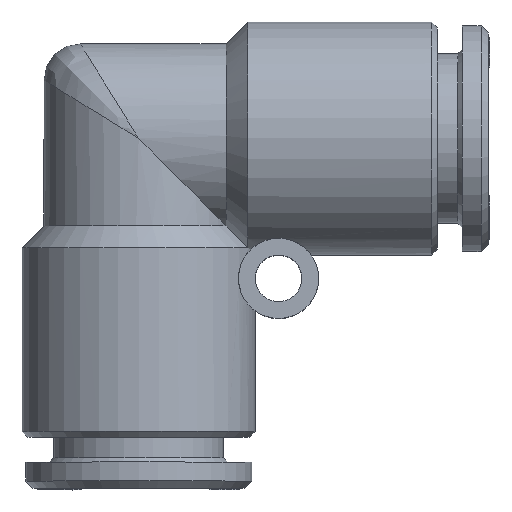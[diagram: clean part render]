
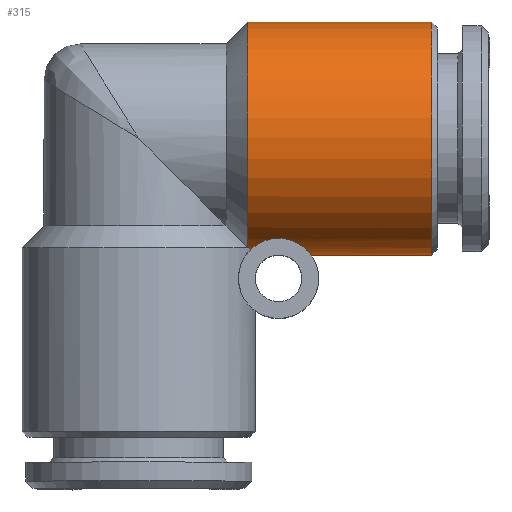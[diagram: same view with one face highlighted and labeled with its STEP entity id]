
A CAD part, top view. The second image highlights one B-rep face of the part: STEP entity #315.
In plain terms, the highlighted cylindrical face has radius 8 mm (diameter 16 mm), a full revolution.
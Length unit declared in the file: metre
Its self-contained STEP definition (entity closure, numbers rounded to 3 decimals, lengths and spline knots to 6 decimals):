
#315 = ADVANCED_FACE( 'NONE', ( #870, #871 ), #872, .T. );
#870 = FACE_OUTER_BOUND( '', #2019, .T. );
#871 = FACE_OUTER_BOUND( '', #2020, .T. );
#872 = CYLINDRICAL_SURFACE( '', #2021, 0.008 );
#2019 = EDGE_LOOP( '', ( #5705, #5706, #5707, #5708 ) );
#2020 = EDGE_LOOP( '', ( #5709 ) );
#2021 = AXIS2_PLACEMENT_3D( '', #5710, #5711, #5712 );
#5705 = ORIENTED_EDGE( '', *, *, #7734, .F. );
#5706 = ORIENTED_EDGE( '', *, *, #7735, .T. );
#5707 = ORIENTED_EDGE( '', *, *, #7736, .F. );
#5708 = ORIENTED_EDGE( '', *, *, #7737, .T. );
#5709 = ORIENTED_EDGE( '', *, *, #7738, .T. );
#5710 = CARTESIAN_POINT( '', ( -0.004168, 0., 0. ) );
#5711 = DIRECTION( '', ( 1., 0., 0. ) );
#5712 = DIRECTION( '', ( 0., 0., 1. ) );
#7734 = EDGE_CURVE( 'NONE', #8694, #8695, #8696, .T. );
#7735 = EDGE_CURVE( 'NONE', #8694, #8697, #8698, .T. );
#7736 = EDGE_CURVE( 'NONE', #8699, #8697, #8700, .T. );
#7737 = EDGE_CURVE( 'NONE', #8699, #8695, #8701, .T. );
#7738 = EDGE_CURVE( 'NONE', #8702, #8702, #8703, .T. );
#8694 = VERTEX_POINT( 'NONE', #10530 );
#8695 = VERTEX_POINT( 'NONE', #10531 );
#8696 = CIRCLE( '', #10532, 0.008 );
#8697 = VERTEX_POINT( 'NONE', #10533 );
#8698 = ( BOUNDED_CURVE(  )B_SPLINE_CURVE( 3, ( #10536, #10537, #10538, #10539 ), .UNSPECIFIED., .F., .F. )B_SPLINE_CURVE_WITH_KNOTS( ( 4, 4 ), ( 2.786171, 2.84704 ), .UNSPECIFIED. )CURVE(  )GEOMETRIC_REPRESENTATION_ITEM(  )RATIONAL_B_SPLINE_CURVE( ( 1., 1., 1., 1. ) )REPRESENTATION_ITEM( '' ) );
#8699 = VERTEX_POINT( 'NONE', #10545 );
#8700 = B_SPLINE_CURVE_WITH_KNOTS( '', 3, ( #10546, #10547, #10548, #10549, #10550, #10551, #10552, #10553, #10554, #10555, #10556, #10557, #10558, #10559, #10560, #10561, #10562, #10563, #10564, #10565, #10566, #10567, #10568, #10569, #10570, #10571, #10572, #10573, #10574, #10575, #10576, #10577, #10578 ), .UNSPECIFIED., .F., .F., ( 4, 1, 1, 1, 1, 1, 1, 1, 1, 1, 1, 1, 1, 1, 1, 1, 1, 1, 1, 1, 1, 1, 1, 1, 1, 1, 1, 1, 1, 1, 4 ), ( 0., 0.013186, 0.026008, 0.038499, 0.050692, 0.062624, 0.095223, 0.125274, 0.156602, 0.187861, 0.219222, 0.250645, 0.280745, 0.313326, 0.375645, 0.43785, 0.500144, 0.562261, 0.624594, 0.687012, 0.719562, 0.749638, 0.78096, 0.812258, 0.843514, 0.874868, 0.904907, 0.9375, 0.957489, 0.97827, 1. ), .UNSPECIFIED. );
#8701 = ( BOUNDED_CURVE(  )B_SPLINE_CURVE( 3, ( #10581, #10582, #10583, #10584 ), .UNSPECIFIED., .F., .F. )B_SPLINE_CURVE_WITH_KNOTS( ( 4, 4 ), ( 3.436146, 3.497014 ), .UNSPECIFIED. )CURVE(  )GEOMETRIC_REPRESENTATION_ITEM(  )RATIONAL_B_SPLINE_CURVE( ( 1., 1., 1., 1. ) )REPRESENTATION_ITEM( '' ) );
#8702 = VERTEX_POINT( '', #10590 );
#8703 = CIRCLE( '', #10591, 0.008 );
#10530 = CARTESIAN_POINT( '', ( 0.0075, -0.0075, 0.002784 ) );
#10531 = CARTESIAN_POINT( '', ( 0.0075, -0.0075, -0.002784 ) );
#10532 = AXIS2_PLACEMENT_3D( '', #14756, #14757, #14758 );
#10533 = CARTESIAN_POINT( '', ( 0.007655, -0.007655, 0.002322 ) );
#10536 = CARTESIAN_POINT( '', ( 0.0075, -0.0075, 0.002784 ) );
#10537 = CARTESIAN_POINT( '', ( 0.007556, -0.007556, 0.002632 ) );
#10538 = CARTESIAN_POINT( '', ( 0.007608, -0.007608, 0.002478 ) );
#10539 = CARTESIAN_POINT( '', ( 0.007655, -0.007655, 0.002322 ) );
#10545 = CARTESIAN_POINT( '', ( 0.007655, -0.007655, -0.002322 ) );
#10546 = CARTESIAN_POINT( '', ( 0.007655, -0.007655, -0.002322 ) );
#10547 = CARTESIAN_POINT( '', ( 0.007677, -0.007635, -0.002389 ) );
#10548 = CARTESIAN_POINT( '', ( 0.007719, -0.007593, -0.002521 ) );
#10549 = CARTESIAN_POINT( '', ( 0.007792, -0.007527, -0.002711 ) );
#10550 = CARTESIAN_POINT( '', ( 0.007872, -0.00746, -0.002891 ) );
#10551 = CARTESIAN_POINT( '', ( 0.00796, -0.007392, -0.003062 ) );
#10552 = CARTESIAN_POINT( '', ( 0.008112, -0.007283, -0.003315 ) );
#10553 = CARTESIAN_POINT( '', ( 0.008355, -0.007137, -0.003622 ) );
#10554 = CARTESIAN_POINT( '', ( 0.008751, -0.006971, -0.003928 ) );
#10555 = CARTESIAN_POINT( '', ( 0.009226, -0.006859, -0.004118 ) );
#10556 = CARTESIAN_POINT( '', ( 0.009758, -0.006837, -0.004153 ) );
#10557 = CARTESIAN_POINT( '', ( 0.010268, -0.006917, -0.004021 ) );
#10558 = CARTESIAN_POINT( '', ( 0.010694, -0.007066, -0.003757 ) );
#10559 = CARTESIAN_POINT( '', ( 0.011037, -0.007246, -0.0034 ) );
#10560 = CARTESIAN_POINT( '', ( 0.011381, -0.007489, -0.002844 ) );
#10561 = CARTESIAN_POINT( '', ( 0.011649, -0.007756, -0.002047 ) );
#10562 = CARTESIAN_POINT( '', ( 0.011806, -0.007955, -0.001036 ) );
#10563 = CARTESIAN_POINT( '', ( 0.011852, -0.008023, 0.000001 ) );
#10564 = CARTESIAN_POINT( '', ( 0.011805, -0.007955, 0.001039 ) );
#10565 = CARTESIAN_POINT( '', ( 0.011649, -0.007755, 0.002051 ) );
#10566 = CARTESIAN_POINT( '', ( 0.011379, -0.007488, 0.002848 ) );
#10567 = CARTESIAN_POINT( '', ( 0.011034, -0.007245, 0.003403 ) );
#10568 = CARTESIAN_POINT( '', ( 0.010691, -0.007065, 0.003759 ) );
#10569 = CARTESIAN_POINT( '', ( 0.010266, -0.006917, 0.004022 ) );
#10570 = CARTESIAN_POINT( '', ( 0.009756, -0.006837, 0.004153 ) );
#10571 = CARTESIAN_POINT( '', ( 0.009224, -0.006859, 0.004118 ) );
#10572 = CARTESIAN_POINT( '', ( 0.008749, -0.006972, 0.003927 ) );
#10573 = CARTESIAN_POINT( '', ( 0.008354, -0.007138, 0.00362 ) );
#10574 = CARTESIAN_POINT( '', ( 0.008085, -0.0073, 0.003281 ) );
#10575 = CARTESIAN_POINT( '', ( 0.007896, -0.007439, 0.002948 ) );
#10576 = CARTESIAN_POINT( '', ( 0.007761, -0.007553, 0.002647 ) );
#10577 = CARTESIAN_POINT( '', ( 0.007691, -0.007621, 0.002432 ) );
#10578 = CARTESIAN_POINT( '', ( 0.007655, -0.007655, 0.002322 ) );
#10581 = CARTESIAN_POINT( '', ( 0.007655, -0.007655, -0.002322 ) );
#10582 = CARTESIAN_POINT( '', ( 0.007608, -0.007608, -0.002478 ) );
#10583 = CARTESIAN_POINT( '', ( 0.007556, -0.007556, -0.002632 ) );
#10584 = CARTESIAN_POINT( '', ( 0.0075, -0.0075, -0.002784 ) );
#10590 = CARTESIAN_POINT( '', ( 0.0201, 0., 0.008 ) );
#10591 = AXIS2_PLACEMENT_3D( '', #14759, #14760, #14761 );
#14756 = CARTESIAN_POINT( '', ( 0.0075, 0., 0. ) );
#14757 = DIRECTION( '', ( -1., 0., 0. ) );
#14758 = DIRECTION( '', ( 0., 0., 1. ) );
#14759 = CARTESIAN_POINT( '', ( 0.0201, 0., 0. ) );
#14760 = DIRECTION( '', ( -1., 0., 0. ) );
#14761 = DIRECTION( '', ( 0., 0., 1. ) );
